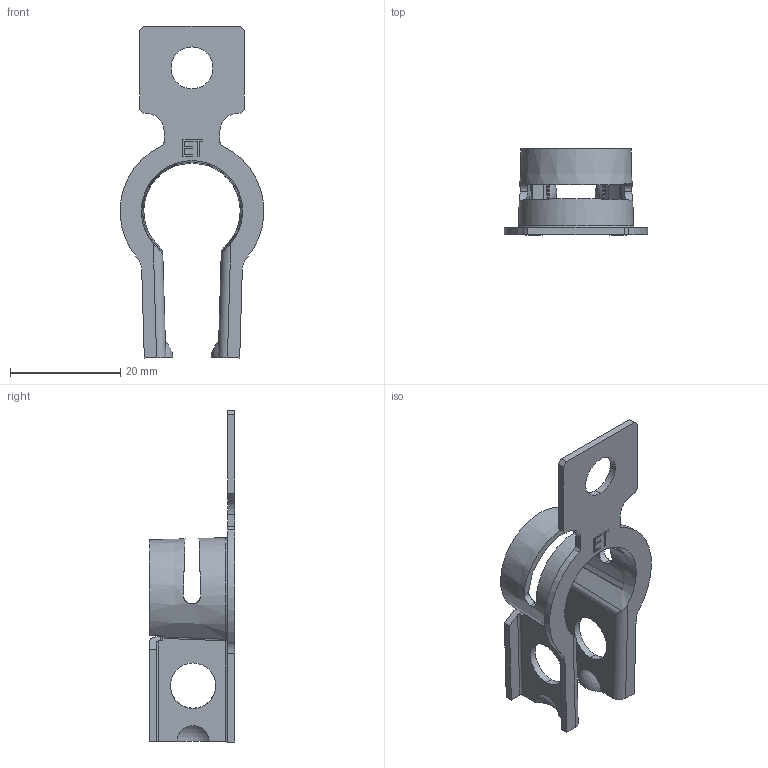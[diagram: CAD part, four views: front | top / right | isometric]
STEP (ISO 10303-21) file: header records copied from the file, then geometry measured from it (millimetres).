
FILE_DESCRIPTION (( 'STEP AP203' ), '1' );
FILE_NAME ('82377.STEP', '2015-01-20T13:56:46', ( '' ), ( '' ), 'SwSTEP 2.0', 'SolidWorks 2014', '' );
FILE_SCHEMA (( 'CONFIG_CONTROL_DESIGN' ));
Length unit declared in the file: inch
Products named in the file (1): 82377
Bounding box: 26.14 x 15.62 x 60.33 mm (x, y, z)
Volume: 2246.1 mm3; surface area: 4059.8 mm2
Topology: 1 solids, 1 shells, 144 faces, 413 edges, 272 vertices
Faces by surface type: plane 78, cylinder 30, cone 25, sphere 6, bspline 4, torus 1
Entity records: 4965 total; most frequent: CARTESIAN_POINT 1214, ORIENTED_EDGE 822, DIRECTION 704, EDGE_CURVE 411, VERTEX_POINT 272, VECTOR 260, LINE 260, AXIS2_PLACEMENT_3D 222
